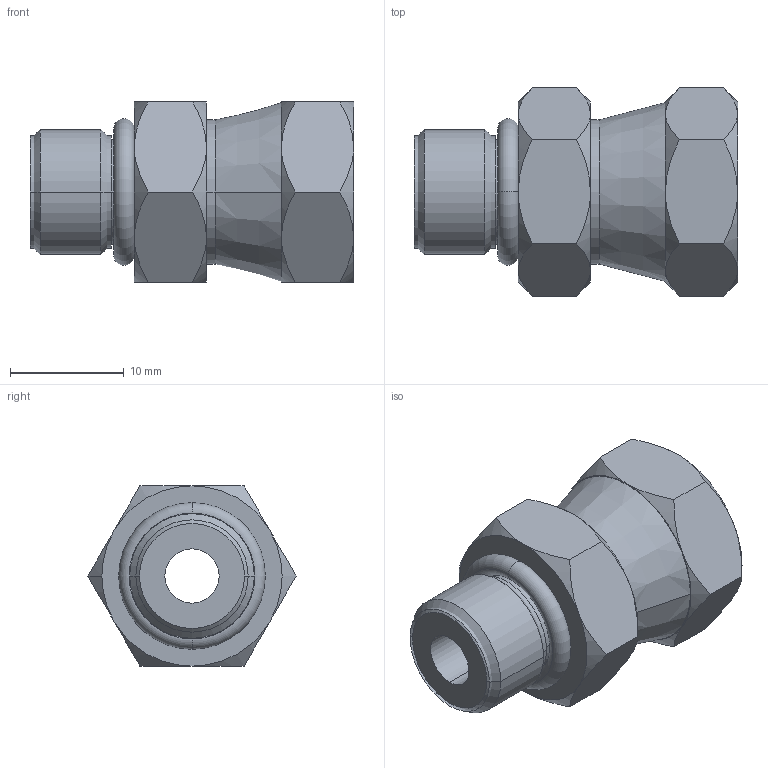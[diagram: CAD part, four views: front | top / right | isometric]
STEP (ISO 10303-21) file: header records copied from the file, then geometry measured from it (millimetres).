
FILE_DESCRIPTION((''),'2;1');
FILE_NAME('ILC30801644','2022-09-06T10:54:46',('rkuestersteffen'),(''),'CREO PARAMETRIC BY PTC INC, 2021164','CREO PARAMETRIC BY PTC INC, 2021164','');
FILE_SCHEMA(('AUTOMOTIVE_DESIGN { 1 0 10303 214 1 1 1 1 }'));
Length unit declared in the file: inch
Products named in the file (1): ILC30801644
Bounding box: 28.45 x 18.33 x 15.88 mm (x, y, z)
Volume: 3636.1 mm3; surface area: 3075.5 mm2
Topology: 2 solids, 4 shells, 72 faces, 156 edges, 91 vertices
Faces by surface type: cone 35, plane 19, cylinder 14, torus 4
Entity records: 2863 total; most frequent: CARTESIAN_POINT 655, DIRECTION 348, ORIENTED_EDGE 304, PRESENTATION_STYLE_ASSIGNMENT 167, STYLED_ITEM 163, CURVE_STYLE 159, EDGE_CURVE 156, AXIS2_PLACEMENT_3D 153
